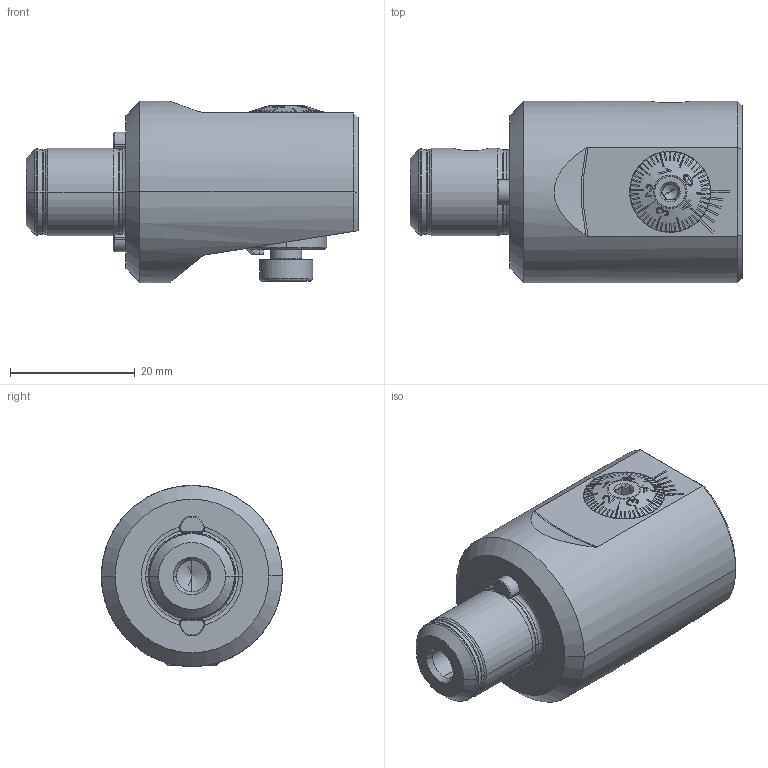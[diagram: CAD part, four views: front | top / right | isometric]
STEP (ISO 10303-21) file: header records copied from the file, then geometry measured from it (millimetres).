
FILE_DESCRIPTION (( 'STEP AP203' ), '1' );
FILE_NAME ('304.025.031.040.STEP', '2020-02-20T06:29:11', ( '' ), ( '' ), 'SwSTEP 2.0', 'SolidWorks 2017', '' );
FILE_SCHEMA (( 'CONFIG_CONTROL_DESIGN' ));
Length unit declared in the file: millimetre
Products named in the file (17): F25-BG2.008.009_A; F25-BG1.009.006_A; F25-BG2.010.011_A; DIN 7984 - M5 x 8; ST2-ER2.001.006_A; F25-BG1.DA4.013_Standardt; ST2-F25.AA3.040_A_Aktuell 06.2014-180ø-M1x2 Abstand+0.7 versetzt 0.62 ; Klebstoff D5; T7 M2.5 x 6_PreviewCfg; Fxx-MAB.xxx.xxx_A_F25-DA3; F25-BG2.013.004_A; DIN 3771 - 11x1; 304.025.031.040; F25-BG3.005.018_B; F25-BG2.013.003_A; F25-BG1.DA3.013_A_Aktuell 06.2014-M1x2; ISO 4026 - M5 x 6_PreviewCfg
Assembly tree (17 placements, depth 3):
  304.025.031.040
    ST2-F25.AA3.040_A_Aktuell 06.2014-180ø-M1x2 Abstand+0.7 versetzt 0.62 
    F25-BG1.DA4.013_Standardt
      F25-BG1.DA3.013_A_Aktuell 06.2014-M1x2
      F25-BG2.010.011_A
      F25-BG2.013.003_A
      F25-BG2.013.004_A
      DIN 3771 - 11x1
      F25-BG2.008.009_A
      F25-BG1.009.006_A
      Fxx-MAB.xxx.xxx_A_F25-DA3
    T7 M2.5 x 6_PreviewCfg
    ISO 4026 - M5 x 6_PreviewCfg
    Klebstoff D5
    F25-BG3.005.018_B
    DIN 7984 - M5 x 8
    ST2-ER2.001.006_A  x2
Bounding box: 53.15 x 29 x 29 mm (x, y, z)
Volume: 22566.7 mm3; surface area: 11138.8 mm2
Topology: 16 solids, 16 shells, 730 faces, 1875 edges, 1175 vertices
Faces by surface type: plane 316, cone 190, cylinder 133, torus 56, bspline 35
Entity records: 26015 total; most frequent: CARTESIAN_POINT 7698, ORIENTED_EDGE 3626, DIRECTION 3197, EDGE_CURVE 1813, AXIS2_PLACEMENT_3D 1236, VERTEX_POINT 1148, EDGE_LOOP 757, VECTOR 725
